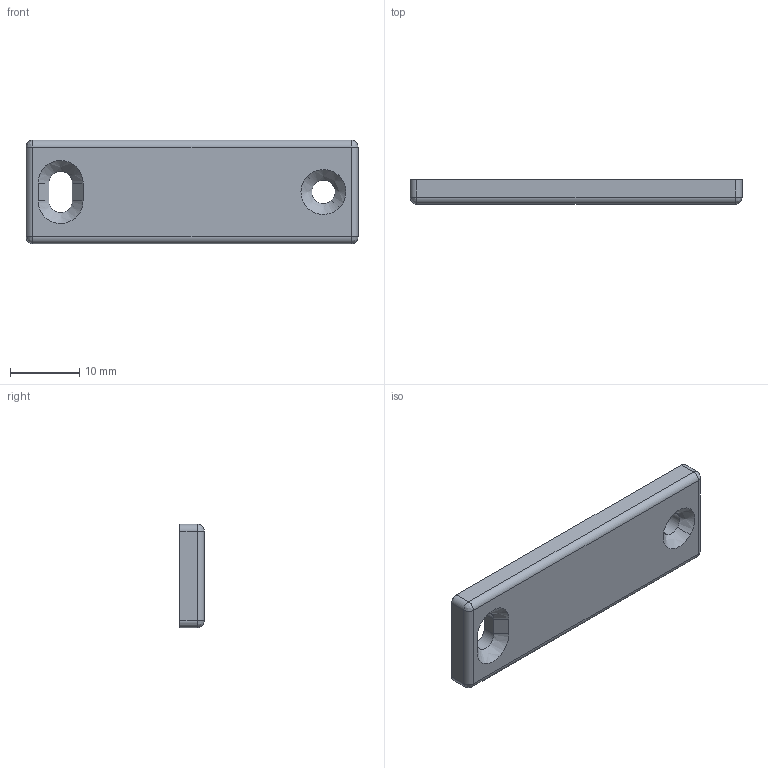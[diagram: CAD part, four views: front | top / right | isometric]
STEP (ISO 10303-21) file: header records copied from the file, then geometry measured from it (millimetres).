
FILE_DESCRIPTION( (''), '2;1');
FILE_NAME ('PC009.16196.TL_376W_H_13581.stp','2025-08-07T13:50:31',(''),(''),'spGate 19.8.4 (****-****-****-****)','','');
FILE_SCHEMA (('AUTOMOTIVE_DESIGN'));
Length unit declared in the file: millimetre
Products named in the file (2): Assembly; TL_376_M1
Assembly tree (1 placements, depth 2):
  Assembly
    TL_376_M1
Bounding box: 48 x 3.5 x 15 mm (x, y, z)
Volume: 2047.8 mm3; surface area: 2261 mm2
Topology: 1 solids, 1 shells, 75 faces, 218 edges, 152 vertices
Faces by surface type: plane 47, cylinder 18, bspline 10
Entity records: 4626 total; most frequent: CARTESIAN_POINT 1175, ORIENTED_EDGE 436, COLOUR_RGB 294, PRESENTATION_STYLE_ASSIGNMENT 294, STYLED_ITEM 294, DIRECTION 270, EDGE_CURVE 218, DRAUGHTING_PRE_DEFINED_CURVE_FONT 218
